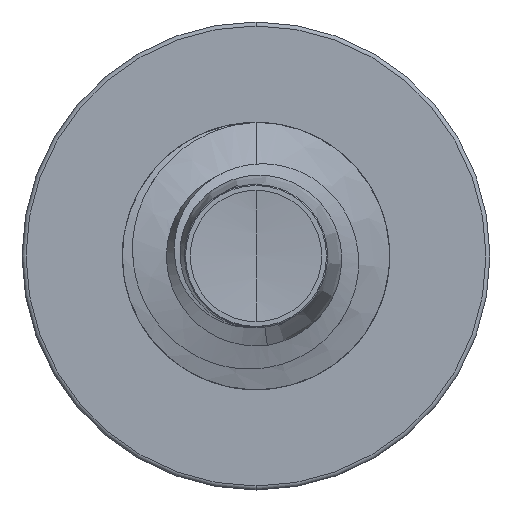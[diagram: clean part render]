
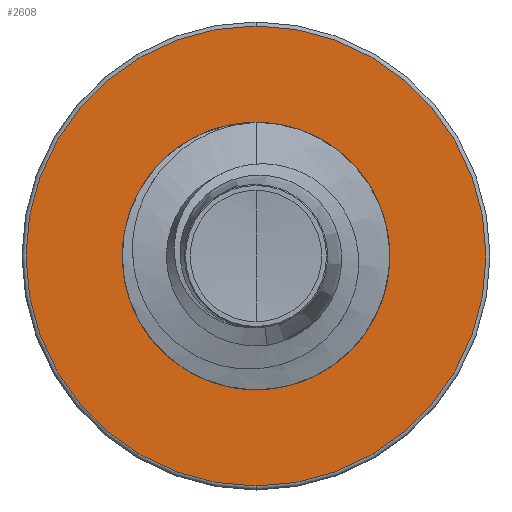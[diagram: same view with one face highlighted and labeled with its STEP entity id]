
A CAD part, front view. The second image highlights one B-rep face of the part: STEP entity #2608.
In plain terms, the highlighted planar face has unit normal (0, -1, 0).
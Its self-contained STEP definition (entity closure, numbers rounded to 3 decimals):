
#422 = DIRECTION ( 'NONE',  ( 0., 0., 1. ) ) ;
#459 = DIRECTION ( 'NONE',  ( 0., 1., 0. ) ) ;
#466 = CARTESIAN_POINT ( 'NONE',  ( 0., 15., 0. ) ) ;
#1181 = CIRCLE ( 'NONE', #3606, 5.16 ) ;
#2608 = ADVANCED_FACE ( 'NONE', ( #17768, #3209 ), #14985, .F. ) ;
#2627 = DIRECTION ( 'NONE',  ( 0., 0., 1. ) ) ;
#2633 = DIRECTION ( 'NONE',  ( 0., 1., 0. ) ) ;
#2663 = CARTESIAN_POINT ( 'NONE',  ( 0., 15., 0. ) ) ;
#2722 = ORIENTED_EDGE ( 'NONE', *, *, #16803, .T. ) ;
#3209 = FACE_BOUND ( 'NONE', #7121, .T. ) ;
#3606 = AXIS2_PLACEMENT_3D ( 'NONE', #5584, #5561, #5527 ) ;
#4163 = AXIS2_PLACEMENT_3D ( 'NONE', #12384, #12305, #12285 ) ;
#4898 = CARTESIAN_POINT ( 'NONE',  ( 0., 15., -5.16 ) ) ;
#5527 = DIRECTION ( 'NONE',  ( 0., 0., 1. ) ) ;
#5561 = DIRECTION ( 'NONE',  ( 0., 1., 0. ) ) ;
#5584 = CARTESIAN_POINT ( 'NONE',  ( 0., 15., 0. ) ) ;
#7121 = EDGE_LOOP ( 'NONE', ( #16667, #2722 ) ) ;
#7603 = CIRCLE ( 'NONE', #15192, 2.842 ) ;
#7674 = CARTESIAN_POINT ( 'NONE',  ( 0., 15., 2.842 ) ) ;
#8620 = VERTEX_POINT ( 'NONE', #13606 ) ;
#8636 = VERTEX_POINT ( 'NONE', #13877 ) ;
#11930 = AXIS2_PLACEMENT_3D ( 'NONE', #14961, #17092, #15057 ) ;
#12285 = DIRECTION ( 'NONE',  ( 0., 0., 1. ) ) ;
#12305 = DIRECTION ( 'NONE',  ( 0., 1., 0. ) ) ;
#12384 = CARTESIAN_POINT ( 'NONE',  ( 0., 15., 0. ) ) ;
#13606 = CARTESIAN_POINT ( 'NONE',  ( 0., 15., 5.16 ) ) ;
#13877 = CARTESIAN_POINT ( 'NONE',  ( 0., 15., -2.842 ) ) ;
#14185 = CIRCLE ( 'NONE', #4163, 5.16 ) ;
#14247 = ORIENTED_EDGE ( 'NONE', *, *, #17199, .F. ) ;
#14862 = VERTEX_POINT ( 'NONE', #4898 ) ;
#14961 = CARTESIAN_POINT ( 'NONE',  ( 0., 15., -2.842 ) ) ;
#14985 = PLANE ( 'NONE',  #11930 ) ;
#15057 = DIRECTION ( 'NONE',  ( 0., 0., 1. ) ) ;
#15192 = AXIS2_PLACEMENT_3D ( 'NONE', #2663, #2633, #2627 ) ;
#16667 = ORIENTED_EDGE ( 'NONE', *, *, #17404, .T. ) ;
#16803 = EDGE_CURVE ( 'NONE', #8636, #17992, #7603, .T. ) ;
#16938 = EDGE_CURVE ( 'NONE', #14862, #8620, #14185, .T. ) ;
#17092 = DIRECTION ( 'NONE',  ( 0., 1., 0. ) ) ;
#17199 = EDGE_CURVE ( 'NONE', #8620, #14862, #1181, .T. ) ;
#17404 = EDGE_CURVE ( 'NONE', #17992, #8636, #17741, .T. ) ;
#17481 = ORIENTED_EDGE ( 'NONE', *, *, #16938, .F. ) ;
#17741 = CIRCLE ( 'NONE', #18174, 2.842 ) ;
#17768 = FACE_OUTER_BOUND ( 'NONE', #18609, .T. ) ;
#17992 = VERTEX_POINT ( 'NONE', #7674 ) ;
#18174 = AXIS2_PLACEMENT_3D ( 'NONE', #466, #459, #422 ) ;
#18609 = EDGE_LOOP ( 'NONE', ( #14247, #17481 ) ) ;
